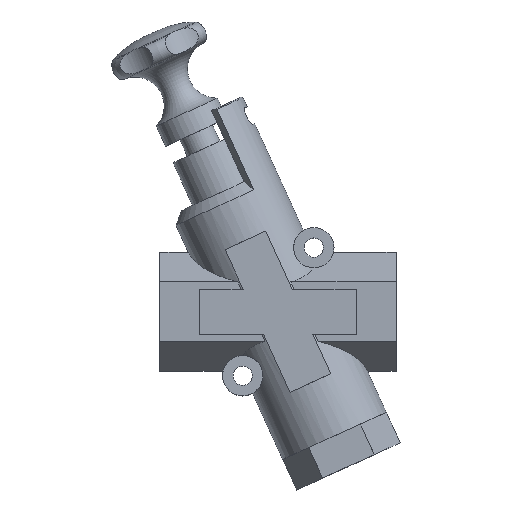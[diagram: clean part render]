
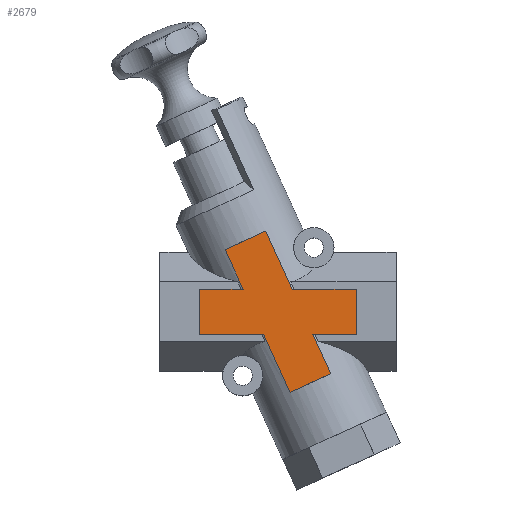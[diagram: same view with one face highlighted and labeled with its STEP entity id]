
A CAD part, top view. The second image highlights one B-rep face of the part: STEP entity #2679.
In plain terms, the highlighted planar face has unit normal (0, 0, 1).
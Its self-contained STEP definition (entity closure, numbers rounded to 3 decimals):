
#51=PLANE('',#2868);
#153=LINE('',#3898,#305);
#159=LINE('',#3910,#311);
#161=LINE('',#3914,#313);
#167=LINE('',#3926,#319);
#220=LINE('',#4064,#372);
#221=LINE('',#4066,#373);
#222=LINE('',#4068,#374);
#223=LINE('',#4069,#375);
#224=LINE('',#4070,#376);
#225=LINE('',#4072,#377);
#226=LINE('',#4073,#378);
#227=LINE('',#4075,#379);
#228=LINE('',#4076,#380);
#229=LINE('',#4077,#381);
#305=VECTOR('',#3121,1000.);
#311=VECTOR('',#3129,1000.);
#313=VECTOR('',#3133,1000.);
#319=VECTOR('',#3141,1000.);
#372=VECTOR('',#3288,1000.);
#373=VECTOR('',#3289,1000.);
#374=VECTOR('',#3290,1000.);
#375=VECTOR('',#3291,1000.);
#376=VECTOR('',#3292,1000.);
#377=VECTOR('',#3293,1000.);
#378=VECTOR('',#3294,1000.);
#379=VECTOR('',#3295,1000.);
#380=VECTOR('',#3296,1000.);
#381=VECTOR('',#3297,1000.);
#758=ORIENTED_EDGE('',*,*,#1227,.T.);
#759=ORIENTED_EDGE('',*,*,#1228,.T.);
#760=ORIENTED_EDGE('',*,*,#1229,.T.);
#761=ORIENTED_EDGE('',*,*,#1157,.T.);
#762=ORIENTED_EDGE('',*,*,#1230,.T.);
#763=ORIENTED_EDGE('',*,*,#1151,.T.);
#764=ORIENTED_EDGE('',*,*,#1231,.T.);
#765=ORIENTED_EDGE('',*,*,#1232,.T.);
#766=ORIENTED_EDGE('',*,*,#1233,.T.);
#767=ORIENTED_EDGE('',*,*,#1234,.T.);
#768=ORIENTED_EDGE('',*,*,#1149,.T.);
#769=ORIENTED_EDGE('',*,*,#1235,.T.);
#770=ORIENTED_EDGE('',*,*,#1143,.T.);
#771=ORIENTED_EDGE('',*,*,#1236,.T.);
#1143=EDGE_CURVE('',#1417,#1416,#153,.T.);
#1149=EDGE_CURVE('',#1419,#1421,#159,.T.);
#1151=EDGE_CURVE('',#1423,#1422,#161,.T.);
#1157=EDGE_CURVE('',#1425,#1427,#167,.T.);
#1227=EDGE_CURVE('',#1466,#1340,#220,.T.);
#1228=EDGE_CURVE('',#1340,#1467,#221,.T.);
#1229=EDGE_CURVE('',#1467,#1425,#222,.T.);
#1230=EDGE_CURVE('',#1427,#1423,#223,.T.);
#1231=EDGE_CURVE('',#1422,#1468,#224,.T.);
#1232=EDGE_CURVE('',#1468,#1387,#225,.T.);
#1233=EDGE_CURVE('',#1387,#1469,#226,.T.);
#1234=EDGE_CURVE('',#1469,#1419,#227,.T.);
#1235=EDGE_CURVE('',#1421,#1417,#228,.T.);
#1236=EDGE_CURVE('',#1416,#1466,#229,.T.);
#1340=VERTEX_POINT('',#3658);
#1387=VERTEX_POINT('',#3837);
#1416=VERTEX_POINT('',#3897);
#1417=VERTEX_POINT('',#3899);
#1419=VERTEX_POINT('',#3905);
#1421=VERTEX_POINT('',#3909);
#1422=VERTEX_POINT('',#3913);
#1423=VERTEX_POINT('',#3915);
#1425=VERTEX_POINT('',#3921);
#1427=VERTEX_POINT('',#3925);
#1466=VERTEX_POINT('',#4065);
#1467=VERTEX_POINT('',#4067);
#1468=VERTEX_POINT('',#4071);
#1469=VERTEX_POINT('',#4074);
#1620=EDGE_LOOP('',(#758,#759,#760,#761,#762,#763,#764,#765,#766,#767,#768,
#769,#770,#771));
#1765=FACE_BOUND('',#1620,.T.);
#2679=ADVANCED_FACE('',(#1765),#51,.T.);
#2868=AXIS2_PLACEMENT_3D('',#4063,#3286,#3287);
#3121=DIRECTION('',(-1.,0.,0.));
#3129=DIRECTION('',(1.,0.,0.));
#3133=DIRECTION('',(1.,0.,0.));
#3141=DIRECTION('',(-1.,0.,0.));
#3286=DIRECTION('',(0.,0.,1.));
#3287=DIRECTION('',(1.,0.,0.));
#3288=DIRECTION('',(-0.91,-0.415,0.));
#3289=DIRECTION('',(-0.91,-0.415,0.));
#3290=DIRECTION('',(0.415,-0.91,0.));
#3291=DIRECTION('',(0.,-1.,0.));
#3292=DIRECTION('',(0.415,-0.91,0.));
#3293=DIRECTION('',(0.91,0.415,0.));
#3294=DIRECTION('',(0.91,0.415,0.));
#3295=DIRECTION('',(-0.415,0.91,0.));
#3296=DIRECTION('',(0.,1.,0.));
#3297=DIRECTION('',(-0.415,0.91,0.));
#3658=CARTESIAN_POINT('',(-14.514,31.849,25.4));
#3837=CARTESIAN_POINT('',(14.514,-31.849,25.4));
#3897=CARTESIAN_POINT('',(6.432,10.,25.4));
#3898=CARTESIAN_POINT('',(35.,10.,25.4));
#3899=CARTESIAN_POINT('',(35.,10.,25.4));
#3905=CARTESIAN_POINT('',(15.547,-10.,25.4));
#3909=CARTESIAN_POINT('',(35.,-10.,25.4));
#3910=CARTESIAN_POINT('',(-35.,-10.,25.4));
#3913=CARTESIAN_POINT('',(-6.432,-10.,25.4));
#3914=CARTESIAN_POINT('',(-35.,-10.,25.4));
#3915=CARTESIAN_POINT('',(-35.,-10.,25.4));
#3921=CARTESIAN_POINT('',(-15.547,10.,25.4));
#3925=CARTESIAN_POINT('',(-35.,10.,25.4));
#3926=CARTESIAN_POINT('',(35.,10.,25.4));
#4063=CARTESIAN_POINT('',(0.,0.,25.4));
#4064=CARTESIAN_POINT('',(-5.415,35.996,25.4));
#4065=CARTESIAN_POINT('',(-5.415,35.996,25.4));
#4066=CARTESIAN_POINT('',(-5.415,35.996,25.4));
#4067=CARTESIAN_POINT('',(-23.614,27.702,25.4));
#4068=CARTESIAN_POINT('',(-23.614,27.702,25.4));
#4069=CARTESIAN_POINT('',(-35.,10.,25.4));
#4070=CARTESIAN_POINT('',(-23.614,27.702,25.4));
#4071=CARTESIAN_POINT('',(5.415,-35.996,25.4));
#4072=CARTESIAN_POINT('',(5.415,-35.996,25.4));
#4073=CARTESIAN_POINT('',(5.415,-35.996,25.4));
#4074=CARTESIAN_POINT('',(23.614,-27.702,25.4));
#4075=CARTESIAN_POINT('',(23.614,-27.702,25.4));
#4076=CARTESIAN_POINT('',(35.,-10.,25.4));
#4077=CARTESIAN_POINT('',(23.614,-27.702,25.4));
